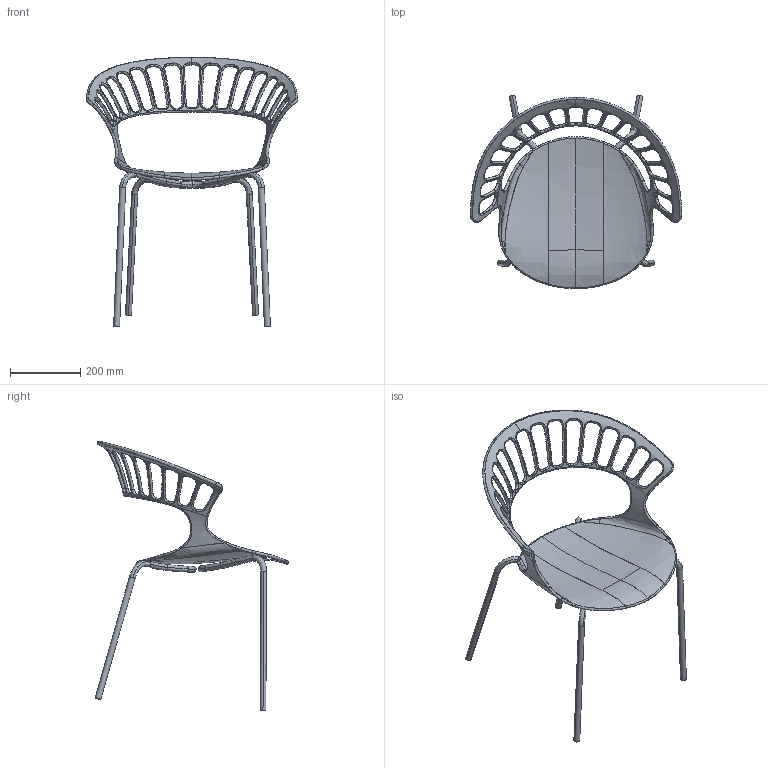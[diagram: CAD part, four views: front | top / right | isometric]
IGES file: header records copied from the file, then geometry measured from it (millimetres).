
Start section: VISI Mappatura Layer Iges    VISI  0      LAYER0  1      LAYER1  2      particolare f ritiro 1%  3      ch  4      IGES_LAYER_0  5      accat  6      IGES_LAYER_10000  7      ggg  8      IMMAGINE  9      part ritiro 1% (1.01)  10     chiusura  11     M  12     P  13     T  14     G  15     WARNINGS  16     modifica
Global section: file name: 38H3D Enjeksiyon; native system: Rhinoceros ( Apr  1 2010 ); preprocessor: Trout Lake IGES 012 Apr  1 2010; date: 130114.090657; units: millimetre
Bounding box: 599.99 x 549.28 x 764.57 mm (x, y, z)
Surface area: 529824.1 mm2 (no closed solid volume)
Topology: 0 solids, 0 shells, 274 faces, 5708 edges, 5708 vertices
Faces by surface type: bspline 274
